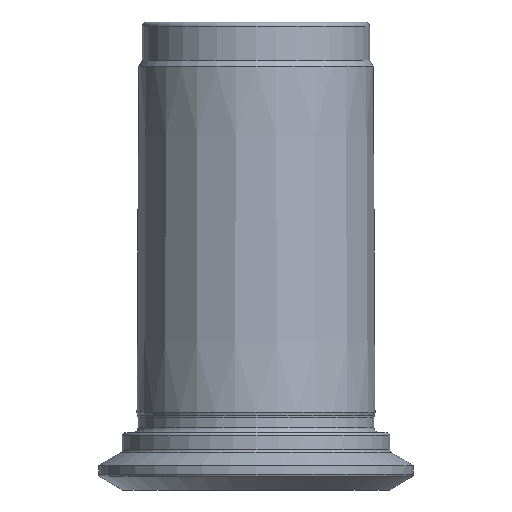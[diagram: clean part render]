
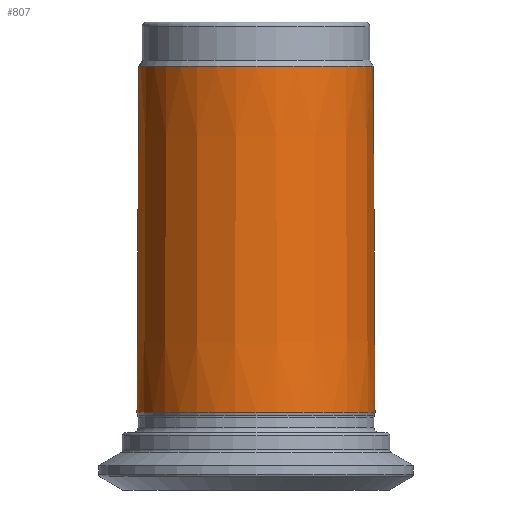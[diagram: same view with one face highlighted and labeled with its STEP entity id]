
A CAD part, front view. The second image highlights one B-rep face of the part: STEP entity #807.
In plain terms, the highlighted conical face has half-angle 0.286 degrees and reference radius 12.466 mm.
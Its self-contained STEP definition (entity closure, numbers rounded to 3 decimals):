
#41=CONICAL_SURFACE('',#883,12.467,0.005);
#110=ORIENTED_EDGE('',*,*,#164,.F.);
#111=ORIENTED_EDGE('',*,*,#165,.T.);
#164=EDGE_CURVE('',#214,#214,#261,.T.);
#165=EDGE_CURVE('',#215,#215,#262,.F.);
#214=VERTEX_POINT('',#1117);
#215=VERTEX_POINT('',#1120);
#261=CIRCLE('',#840,12.28);
#262=CIRCLE('',#842,12.461);
#354=EDGE_LOOP('',(#110));
#355=EDGE_LOOP('',(#111));
#441=FACE_BOUND('',#354,.T.);
#442=FACE_BOUND('',#355,.T.);
#807=ADVANCED_FACE('',(#441,#442),#41,.T.);
#840=AXIS2_PLACEMENT_3D('',#1116,#941,#942);
#842=AXIS2_PLACEMENT_3D('',#1119,#945,#946);
#883=AXIS2_PLACEMENT_3D('',#1180,#1027,#1028);
#941=DIRECTION('',(0.,0.,1.));
#942=DIRECTION('',(1.,0.,0.));
#945=DIRECTION('',(0.,0.,-1.));
#946=DIRECTION('',(-1.,0.,0.));
#1027=DIRECTION('',(0.,0.,-1.));
#1028=DIRECTION('',(-1.,0.,0.));
#1116=CARTESIAN_POINT('',(0.,0.,44.342));
#1117=CARTESIAN_POINT('',(12.28,0.,44.342));
#1119=CARTESIAN_POINT('',(0.,0.,8.12));
#1120=CARTESIAN_POINT('',(-12.461,0.,8.12));
#1180=CARTESIAN_POINT('',(0.,0.,7.));
